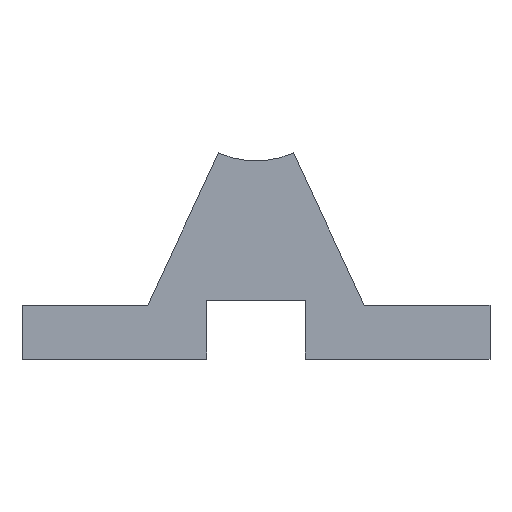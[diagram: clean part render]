
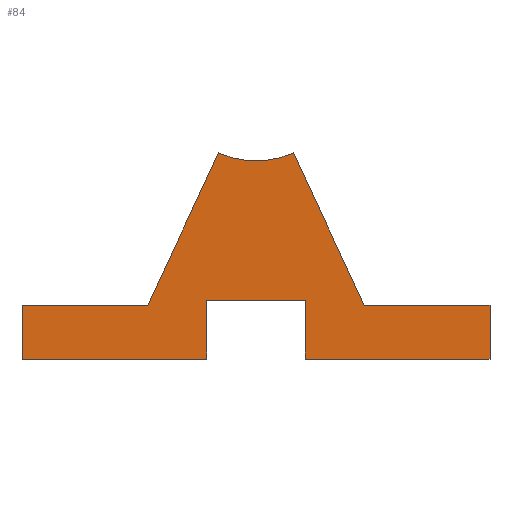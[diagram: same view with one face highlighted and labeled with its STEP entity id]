
A CAD part, front view. The second image highlights one B-rep face of the part: STEP entity #84.
In plain terms, the highlighted planar face has unit normal (0, -1, 0).
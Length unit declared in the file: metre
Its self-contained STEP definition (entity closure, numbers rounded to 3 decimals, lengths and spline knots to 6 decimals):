
#84 = ADVANCED_FACE( '', ( #200 ), #201, .T. );
#200 = FACE_OUTER_BOUND( '', #357, .T. );
#201 = PLANE( '', #358 );
#357 = EDGE_LOOP( '', ( #551, #552, #553, #554, #555, #556, #557, #558, #559, #560, #561, #562 ) );
#358 = AXIS2_PLACEMENT_3D( '', #563, #564, #565 );
#551 = ORIENTED_EDGE( '', *, *, #773, .F. );
#552 = ORIENTED_EDGE( '', *, *, #728, .T. );
#553 = ORIENTED_EDGE( '', *, *, #757, .T. );
#554 = ORIENTED_EDGE( '', *, *, #774, .T. );
#555 = ORIENTED_EDGE( '', *, *, #775, .F. );
#556 = ORIENTED_EDGE( '', *, *, #736, .F. );
#557 = ORIENTED_EDGE( '', *, *, #776, .F. );
#558 = ORIENTED_EDGE( '', *, *, #777, .F. );
#559 = ORIENTED_EDGE( '', *, *, #743, .F. );
#560 = ORIENTED_EDGE( '', *, *, #731, .F. );
#561 = ORIENTED_EDGE( '', *, *, #778, .F. );
#562 = ORIENTED_EDGE( '', *, *, #779, .F. );
#563 = CARTESIAN_POINT( '', ( 0., 0., 0.032 ) );
#564 = DIRECTION( '', ( 0., -1., 0. ) );
#565 = DIRECTION( '', ( 0., 0., -1. ) );
#728 = EDGE_CURVE( '', #841, #839, #842, .T. );
#731 = EDGE_CURVE( '', #845, #846, #847, .T. );
#736 = EDGE_CURVE( '', #854, #855, #856, .T. );
#743 = EDGE_CURVE( '', #846, #867, #868, .T. );
#757 = EDGE_CURVE( '', #839, #889, #891, .T. );
#773 = EDGE_CURVE( '', #841, #917, #918, .T. );
#774 = EDGE_CURVE( '', #889, #919, #920, .T. );
#775 = EDGE_CURVE( '', #855, #919, #921, .T. );
#776 = EDGE_CURVE( '', #922, #854, #923, .T. );
#777 = EDGE_CURVE( '', #867, #922, #924, .T. );
#778 = EDGE_CURVE( '', #925, #845, #926, .T. );
#779 = EDGE_CURVE( '', #917, #925, #927, .T. );
#839 = VERTEX_POINT( '', #1065 );
#841 = VERTEX_POINT( '', #1068 );
#842 = LINE( '', #1069, #1070 );
#845 = VERTEX_POINT( '', #1074 );
#846 = VERTEX_POINT( '', #1075 );
#847 = LINE( '', #1076, #1077 );
#854 = VERTEX_POINT( '', #1087 );
#855 = VERTEX_POINT( '', #1088 );
#856 = LINE( '', #1089, #1090 );
#867 = VERTEX_POINT( '', #1226 );
#868 = CIRCLE( '', #1227, 0.01 );
#889 = VERTEX_POINT( '', #1433 );
#891 = LINE( '', #1436, #1437 );
#917 = VERTEX_POINT( '', #1463 );
#918 = LINE( '', #1464, #1465 );
#919 = VERTEX_POINT( '', #1466 );
#920 = LINE( '', #1467, #1468 );
#921 = LINE( '', #1469, #1470 );
#922 = VERTEX_POINT( '', #1471 );
#923 = LINE( '', #1472, #1473 );
#924 = LINE( '', #1474, #1475 );
#925 = VERTEX_POINT( '', #1476 );
#926 = LINE( '', #1477, #1478 );
#927 = LINE( '', #1479, #1480 );
#1065 = CARTESIAN_POINT( '', ( -0.0055, 0., 0.0065 ) );
#1068 = CARTESIAN_POINT( '', ( -0.0055, 0., 0. ) );
#1069 = CARTESIAN_POINT( '', ( -0.0055, 0., 0. ) );
#1070 = VECTOR( '', #1565, 1. );
#1074 = CARTESIAN_POINT( '', ( -0.012031, 0., 0.006 ) );
#1075 = CARTESIAN_POINT( '', ( -0.00415, 0., 0.022902 ) );
#1076 = CARTESIAN_POINT( '', ( -0.012031, 0., 0.006 ) );
#1077 = VECTOR( '', #1567, 1. );
#1087 = CARTESIAN_POINT( '', ( 0.026, 0., 0.006 ) );
#1088 = CARTESIAN_POINT( '', ( 0.026, 0., 0. ) );
#1089 = CARTESIAN_POINT( '', ( 0.026, 0., 0. ) );
#1090 = VECTOR( '', #1571, 1. );
#1226 = CARTESIAN_POINT( '', ( 0.00415, 0., 0.022902 ) );
#1227 = AXIS2_PLACEMENT_3D( '', #1575, #1576, #1577 );
#1433 = CARTESIAN_POINT( '', ( 0.0055, 0., 0.0065 ) );
#1436 = CARTESIAN_POINT( '', ( -0.0055, 0., 0.0065 ) );
#1437 = VECTOR( '', #1593, 1. );
#1463 = CARTESIAN_POINT( '', ( -0.026, 0., 0. ) );
#1464 = CARTESIAN_POINT( '', ( 0.026, 0., 0. ) );
#1465 = VECTOR( '', #1624, 1. );
#1466 = CARTESIAN_POINT( '', ( 0.0055, 0., 0. ) );
#1467 = CARTESIAN_POINT( '', ( 0.0055, 0., 0.0065 ) );
#1468 = VECTOR( '', #1625, 1. );
#1469 = CARTESIAN_POINT( '', ( 0.026, 0., 0. ) );
#1470 = VECTOR( '', #1626, 1. );
#1471 = CARTESIAN_POINT( '', ( 0.012031, 0., 0.006 ) );
#1472 = CARTESIAN_POINT( '', ( 0.026, 0., 0.006 ) );
#1473 = VECTOR( '', #1627, 1. );
#1474 = CARTESIAN_POINT( '', ( 0.012031, 0., 0.006 ) );
#1475 = VECTOR( '', #1628, 1. );
#1476 = CARTESIAN_POINT( '', ( -0.026, 0., 0.006 ) );
#1477 = CARTESIAN_POINT( '', ( -0.026, 0., 0.006 ) );
#1478 = VECTOR( '', #1629, 1. );
#1479 = CARTESIAN_POINT( '', ( -0.026, 0., 0. ) );
#1480 = VECTOR( '', #1630, 1. );
#1565 = DIRECTION( '', ( 0., 0., 1. ) );
#1567 = DIRECTION( '', ( 0.423, 0., 0.906 ) );
#1571 = DIRECTION( '', ( 0., 0., -1. ) );
#1575 = CARTESIAN_POINT( '', ( 0., 0., 0.032 ) );
#1576 = DIRECTION( '', ( 0., -1., 0. ) );
#1577 = DIRECTION( '', ( 1., 0., 0. ) );
#1593 = DIRECTION( '', ( 1., 0., 0. ) );
#1624 = DIRECTION( '', ( -1., 0., 0. ) );
#1625 = DIRECTION( '', ( 0., 0., -1. ) );
#1626 = DIRECTION( '', ( -1., 0., 0. ) );
#1627 = DIRECTION( '', ( 1., 0., 0. ) );
#1628 = DIRECTION( '', ( 0.423, 0., -0.906 ) );
#1629 = DIRECTION( '', ( 1., 0., 0. ) );
#1630 = DIRECTION( '', ( 0., 0., 1. ) );
